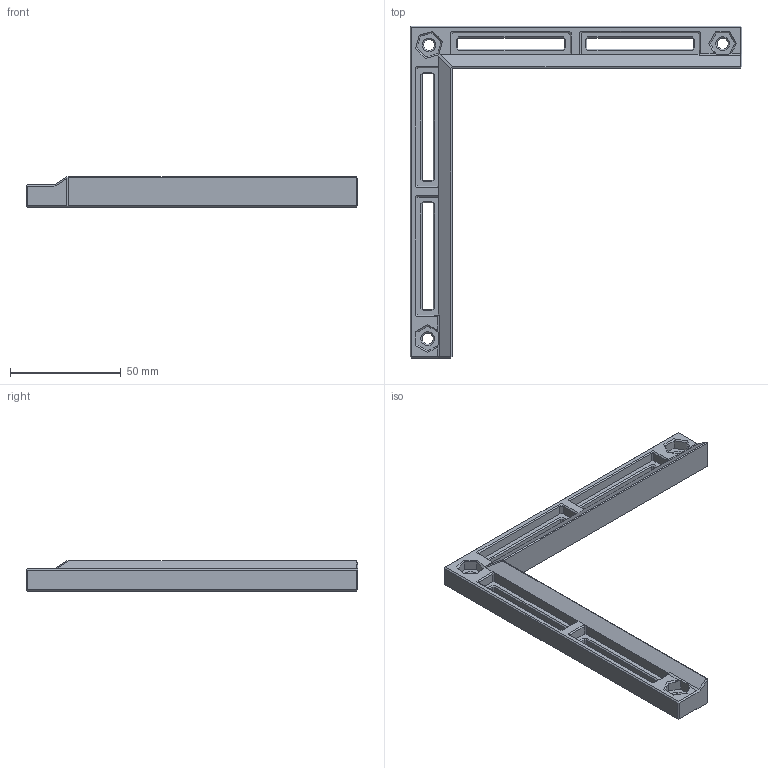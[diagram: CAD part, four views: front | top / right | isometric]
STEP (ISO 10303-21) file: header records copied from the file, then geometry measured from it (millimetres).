
FILE_DESCRIPTION(/* description */ ('STEP AP242','CAx-IF Rec.Pracs.---Representation and Presentation of Product Manufacturing Information (PMI)---4.0---2014-10-13','CAx-IF Rec.Pracs.---3D Tessellated Geometry---0.4---2014-09-14','2;1'),/* implementation_level */ '2;1');
FILE_NAME(/* name */ '65b15f11e62ee963b8692ef3',/* time_stamp */ '2024-01-24T19:03:45Z',/* author */ (''),/* organization */ (''),/* preprocessor_version */ 'ST-DEVELOPER v19.4',/* originating_system */ ' ',/* authorisation */ ' ');
FILE_SCHEMA (('AP242_MANAGED_MODEL_BASED_3D_ENGINEERING_MIM_LF { 1 0 10303 442 1 1 4 }'));
Length unit declared in the file: metre
Products named in the file (1): Part 1
Bounding box: 150 x 150 x 13.67 mm (x, y, z)
Volume: 39406.9 mm3; surface area: 20383.8 mm2
Topology: 1 solids, 1 shells, 245 faces, 633 edges, 391 vertices
Faces by surface type: plane 236, cone 6, cylinder 3
Full cylindrical faces by diameter (mm): 5 x3
Entity records: 7200 total; most frequent: CARTESIAN_POINT 1261, ORIENTED_EDGE 1248, DIRECTION 1128, EDGE_CURVE 624, LINE 612, VECTOR 612, VERTEX_POINT 391, EDGE_LOOP 269
